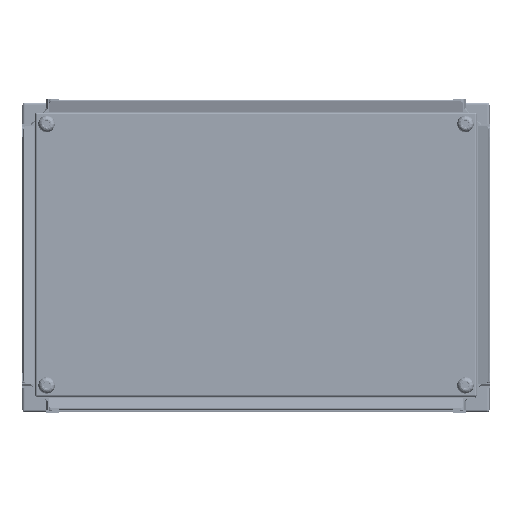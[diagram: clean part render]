
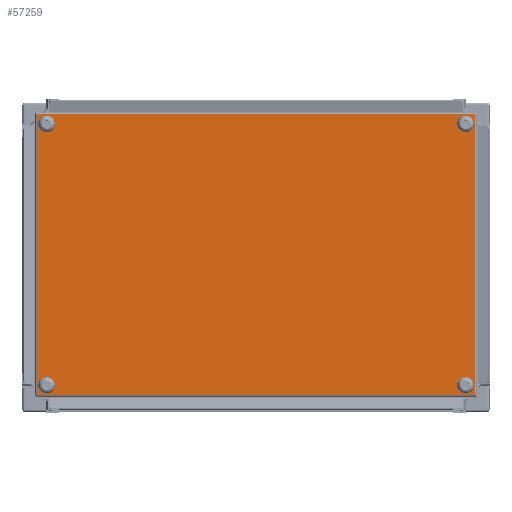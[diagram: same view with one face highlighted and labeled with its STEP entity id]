
A CAD part, top view. The second image highlights one B-rep face of the part: STEP entity #57259.
In plain terms, the highlighted face is planar.
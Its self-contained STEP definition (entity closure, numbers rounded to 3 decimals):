
#56413=CARTESIAN_POINT('Vertex',(-278.,-178.,0.)) ;
#56658=CARTESIAN_POINT('Line Origine',(-278.,0.,0.)) ;
#56662=CARTESIAN_POINT('Vertex',(-278.,178.,0.)) ;
#56686=CARTESIAN_POINT('Vertex',(278.,-178.,0.)) ;
#56689=CARTESIAN_POINT('Line Origine',(0.,-178.,0.)) ;
#57164=CARTESIAN_POINT('Axis2P3D Location',(0.,0.,0.)) ;
#57169=CARTESIAN_POINT('Line Origine',(278.,0.,0.)) ;
#57173=CARTESIAN_POINT('Vertex',(278.,178.,0.)) ;
#57176=CARTESIAN_POINT('Line Origine',(0.,178.,0.)) ;
#57187=CARTESIAN_POINT('Axis2P3D Location',(-266.,-166.,0.)) ;
#57191=CARTESIAN_POINT('Vertex',(-266.,-159.,0.)) ;
#57193=CARTESIAN_POINT('Vertex',(-266.,-173.,0.)) ;
#57196=CARTESIAN_POINT('Axis2P3D Location',(-266.,-166.,0.)) ;
#57205=CARTESIAN_POINT('Axis2P3D Location',(266.,-166.,0.)) ;
#57209=CARTESIAN_POINT('Vertex',(266.,-173.,0.)) ;
#57211=CARTESIAN_POINT('Vertex',(266.,-159.,0.)) ;
#57214=CARTESIAN_POINT('Axis2P3D Location',(266.,-166.,0.)) ;
#57223=CARTESIAN_POINT('Axis2P3D Location',(266.,166.,0.)) ;
#57227=CARTESIAN_POINT('Vertex',(266.,159.,0.)) ;
#57229=CARTESIAN_POINT('Vertex',(266.,173.,0.)) ;
#57232=CARTESIAN_POINT('Axis2P3D Location',(266.,166.,0.)) ;
#57241=CARTESIAN_POINT('Axis2P3D Location',(-266.,166.,0.)) ;
#57245=CARTESIAN_POINT('Vertex',(-266.,173.,0.)) ;
#57247=CARTESIAN_POINT('Vertex',(-266.,159.,0.)) ;
#57250=CARTESIAN_POINT('Axis2P3D Location',(-266.,166.,0.)) ;
#56659=DIRECTION('Vector Direction',(0.,-1.,0.)) ;
#56690=DIRECTION('Vector Direction',(1.,0.,0.)) ;
#57165=DIRECTION('Axis2P3D Direction',(0.,0.,-1.)) ;
#57166=DIRECTION('Axis2P3D XDirection',(1.,0.,0.)) ;
#57170=DIRECTION('Vector Direction',(0.,1.,0.)) ;
#57177=DIRECTION('Vector Direction',(-1.,0.,0.)) ;
#57188=DIRECTION('Axis2P3D Direction',(0.,0.,-1.)) ;
#57197=DIRECTION('Axis2P3D Direction',(0.,0.,-1.)) ;
#57206=DIRECTION('Axis2P3D Direction',(0.,0.,-1.)) ;
#57215=DIRECTION('Axis2P3D Direction',(0.,0.,-1.)) ;
#57224=DIRECTION('Axis2P3D Direction',(0.,0.,-1.)) ;
#57233=DIRECTION('Axis2P3D Direction',(0.,0.,-1.)) ;
#57242=DIRECTION('Axis2P3D Direction',(0.,0.,-1.)) ;
#57251=DIRECTION('Axis2P3D Direction',(0.,0.,-1.)) ;
#57167=AXIS2_PLACEMENT_3D('Plane Axis2P3D',#57164,#57165,#57166) ;
#57189=AXIS2_PLACEMENT_3D('Circle Axis2P3D',#57187,#57188,$) ;
#57198=AXIS2_PLACEMENT_3D('Circle Axis2P3D',#57196,#57197,$) ;
#57207=AXIS2_PLACEMENT_3D('Circle Axis2P3D',#57205,#57206,$) ;
#57216=AXIS2_PLACEMENT_3D('Circle Axis2P3D',#57214,#57215,$) ;
#57225=AXIS2_PLACEMENT_3D('Circle Axis2P3D',#57223,#57224,$) ;
#57234=AXIS2_PLACEMENT_3D('Circle Axis2P3D',#57232,#57233,$) ;
#57243=AXIS2_PLACEMENT_3D('Circle Axis2P3D',#57241,#57242,$) ;
#57252=AXIS2_PLACEMENT_3D('Circle Axis2P3D',#57250,#57251,$) ;
#57182=ORIENTED_EDGE('',*,*,#57175,.T.) ;
#57183=ORIENTED_EDGE('',*,*,#56693,.T.) ;
#57184=ORIENTED_EDGE('',*,*,#56664,.T.) ;
#57185=ORIENTED_EDGE('',*,*,#57180,.T.) ;
#57202=ORIENTED_EDGE('',*,*,#57195,.F.) ;
#57203=ORIENTED_EDGE('',*,*,#57200,.F.) ;
#57220=ORIENTED_EDGE('',*,*,#57213,.F.) ;
#57221=ORIENTED_EDGE('',*,*,#57218,.F.) ;
#57238=ORIENTED_EDGE('',*,*,#57231,.F.) ;
#57239=ORIENTED_EDGE('',*,*,#57236,.F.) ;
#57256=ORIENTED_EDGE('',*,*,#57249,.F.) ;
#57257=ORIENTED_EDGE('',*,*,#57254,.F.) ;
#57204=FACE_BOUND('',#57201,.T.) ;
#57222=FACE_BOUND('',#57219,.T.) ;
#57240=FACE_BOUND('',#57237,.T.) ;
#57258=FACE_BOUND('',#57255,.T.) ;
#56660=VECTOR('Line Direction',#56659,1.) ;
#56691=VECTOR('Line Direction',#56690,1.) ;
#57171=VECTOR('Line Direction',#57170,1.) ;
#57178=VECTOR('Line Direction',#57177,1.) ;
#57259=ADVANCED_FACE('Tetto_estetico',(#57186,#57204,#57222,#57240,#57258),#57168,.T.) ;
#57190=CIRCLE('generated circle',#57189,7.) ;
#57199=CIRCLE('generated circle',#57198,7.) ;
#57208=CIRCLE('generated circle',#57207,7.) ;
#57217=CIRCLE('generated circle',#57216,7.) ;
#57226=CIRCLE('generated circle',#57225,7.) ;
#57235=CIRCLE('generated circle',#57234,7.) ;
#57244=CIRCLE('generated circle',#57243,7.) ;
#57253=CIRCLE('generated circle',#57252,7.) ;
#56664=EDGE_CURVE('',#56414,#56663,#56661,.F.) ;
#56693=EDGE_CURVE('',#56687,#56414,#56692,.F.) ;
#57175=EDGE_CURVE('',#57174,#56687,#57172,.F.) ;
#57180=EDGE_CURVE('',#56663,#57174,#57179,.F.) ;
#57195=EDGE_CURVE('',#57192,#57194,#57190,.T.) ;
#57200=EDGE_CURVE('',#57194,#57192,#57199,.T.) ;
#57213=EDGE_CURVE('',#57210,#57212,#57208,.T.) ;
#57218=EDGE_CURVE('',#57212,#57210,#57217,.T.) ;
#57231=EDGE_CURVE('',#57228,#57230,#57226,.T.) ;
#57236=EDGE_CURVE('',#57230,#57228,#57235,.T.) ;
#57249=EDGE_CURVE('',#57246,#57248,#57244,.T.) ;
#57254=EDGE_CURVE('',#57248,#57246,#57253,.T.) ;
#57181=EDGE_LOOP('',(#57182,#57183,#57184,#57185)) ;
#57201=EDGE_LOOP('',(#57202,#57203)) ;
#57219=EDGE_LOOP('',(#57220,#57221)) ;
#57237=EDGE_LOOP('',(#57238,#57239)) ;
#57255=EDGE_LOOP('',(#57256,#57257)) ;
#57186=FACE_OUTER_BOUND('',#57181,.T.) ;
#56661=LINE('Line',#56658,#56660) ;
#56692=LINE('Line',#56689,#56691) ;
#57172=LINE('Line',#57169,#57171) ;
#57179=LINE('Line',#57176,#57178) ;
#57168=PLANE('',#57167) ;
#56414=VERTEX_POINT('',#56413) ;
#56663=VERTEX_POINT('',#56662) ;
#56687=VERTEX_POINT('',#56686) ;
#57174=VERTEX_POINT('',#57173) ;
#57192=VERTEX_POINT('',#57191) ;
#57194=VERTEX_POINT('',#57193) ;
#57210=VERTEX_POINT('',#57209) ;
#57212=VERTEX_POINT('',#57211) ;
#57228=VERTEX_POINT('',#57227) ;
#57230=VERTEX_POINT('',#57229) ;
#57246=VERTEX_POINT('',#57245) ;
#57248=VERTEX_POINT('',#57247) ;
